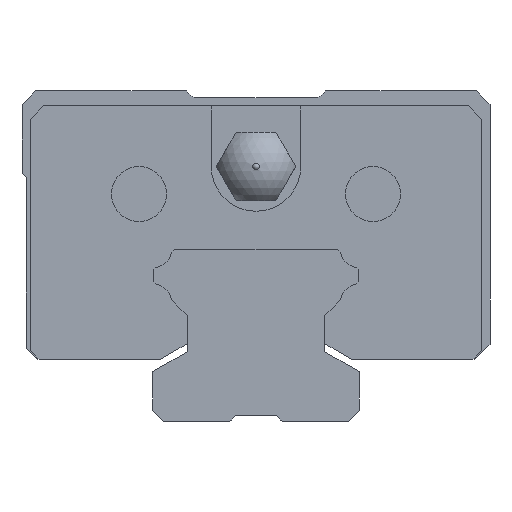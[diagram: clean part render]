
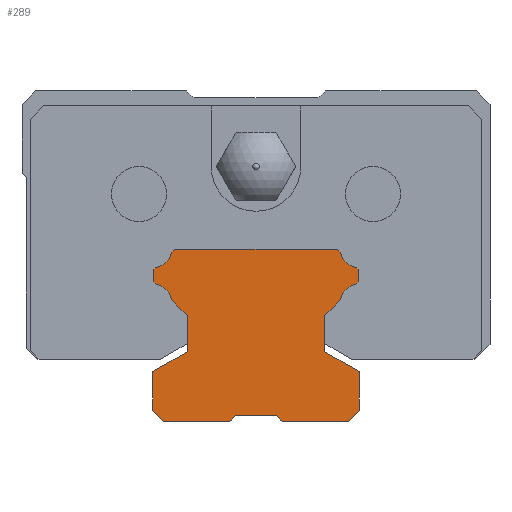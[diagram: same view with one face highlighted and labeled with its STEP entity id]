
A CAD part, front view. The second image highlights one B-rep face of the part: STEP entity #289.
In plain terms, the highlighted planar face has unit normal (0, -1, 0).
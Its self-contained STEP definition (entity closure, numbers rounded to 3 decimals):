
#289=ADVANCED_FACE('',(#571),#572,.T.);
#571=FACE_OUTER_BOUND('',#890,.T.);
#572=PLANE('',#891);
#890=EDGE_LOOP('',(#1915,#1916,#1917,#1918,#1919,#1920,#1921,#1922,#1923,#1924,#1925,#1926,#1927,#1928,#1929,#1930,#1931,#1932,#1933,#1934,#1935,#1936,#1937,#1938,#1939,#1940,#1941,#1942));
#891=AXIS2_PLACEMENT_3D('',#1943,#1944,#1945);
#1915=ORIENTED_EDGE('',*,*,#2531,.F.);
#1916=ORIENTED_EDGE('',*,*,#2528,.T.);
#1917=ORIENTED_EDGE('',*,*,#2521,.T.);
#1918=ORIENTED_EDGE('',*,*,#2525,.T.);
#1919=ORIENTED_EDGE('',*,*,#2551,.T.);
#1920=ORIENTED_EDGE('',*,*,#2552,.T.);
#1921=ORIENTED_EDGE('',*,*,#2553,.F.);
#1922=ORIENTED_EDGE('',*,*,#2554,.T.);
#1923=ORIENTED_EDGE('',*,*,#2555,.T.);
#1924=ORIENTED_EDGE('',*,*,#2556,.T.);
#1925=ORIENTED_EDGE('',*,*,#2544,.T.);
#1926=ORIENTED_EDGE('',*,*,#2557,.F.);
#1927=ORIENTED_EDGE('',*,*,#2558,.F.);
#1928=ORIENTED_EDGE('',*,*,#2559,.F.);
#1929=ORIENTED_EDGE('',*,*,#2541,.T.);
#1930=ORIENTED_EDGE('',*,*,#2548,.F.);
#1931=ORIENTED_EDGE('',*,*,#2560,.T.);
#1932=ORIENTED_EDGE('',*,*,#2561,.F.);
#1933=ORIENTED_EDGE('',*,*,#2562,.F.);
#1934=ORIENTED_EDGE('',*,*,#2563,.F.);
#1935=ORIENTED_EDGE('',*,*,#2564,.F.);
#1936=ORIENTED_EDGE('',*,*,#2565,.F.);
#1937=ORIENTED_EDGE('',*,*,#2566,.T.);
#1938=ORIENTED_EDGE('',*,*,#2567,.F.);
#1939=ORIENTED_EDGE('',*,*,#2568,.T.);
#1940=ORIENTED_EDGE('',*,*,#2569,.T.);
#1941=ORIENTED_EDGE('',*,*,#2570,.F.);
#1942=ORIENTED_EDGE('',*,*,#2571,.F.);
#1943=CARTESIAN_POINT('',(-7.64,-80.0,12.24));
#1944=DIRECTION('',(0.0,-1.0,0.0));
#1945=DIRECTION('',(0.0,0.0,-1.0));
#2521=EDGE_CURVE('',#3135,#3136,#3137,.T.);
#2525=EDGE_CURVE('',#3136,#3143,#3144,.T.);
#2528=EDGE_CURVE('',#3148,#3135,#3149,.T.);
#2531=EDGE_CURVE('',#3148,#3153,#3154,.T.);
#2541=EDGE_CURVE('',#3167,#3171,#3173,.T.);
#2544=EDGE_CURVE('',#3176,#3177,#3178,.T.);
#2548=EDGE_CURVE('',#3184,#3171,#3185,.T.);
#2551=EDGE_CURVE('',#3143,#3189,#3190,.T.);
#2552=EDGE_CURVE('',#3189,#3191,#3192,.T.);
#2553=EDGE_CURVE('',#3193,#3191,#3194,.T.);
#2554=EDGE_CURVE('',#3193,#3195,#3196,.T.);
#2555=EDGE_CURVE('',#3195,#3197,#3198,.T.);
#2556=EDGE_CURVE('',#3197,#3176,#3199,.T.);
#2557=EDGE_CURVE('',#3200,#3177,#3201,.T.);
#2558=EDGE_CURVE('',#3202,#3200,#3203,.T.);
#2559=EDGE_CURVE('',#3167,#3202,#3204,.T.);
#2560=EDGE_CURVE('',#3184,#3205,#3206,.T.);
#2561=EDGE_CURVE('',#3207,#3205,#3208,.T.);
#2562=EDGE_CURVE('',#3209,#3207,#3210,.T.);
#2563=EDGE_CURVE('',#3211,#3209,#3212,.T.);
#2564=EDGE_CURVE('',#3213,#3211,#3214,.T.);
#2565=EDGE_CURVE('',#3215,#3213,#3216,.T.);
#2566=EDGE_CURVE('',#3215,#3217,#3218,.T.);
#2567=EDGE_CURVE('',#3219,#3217,#3220,.T.);
#2568=EDGE_CURVE('',#3219,#3221,#3222,.T.);
#2569=EDGE_CURVE('',#3221,#3223,#3224,.T.);
#2570=EDGE_CURVE('',#3225,#3223,#3226,.T.);
#2571=EDGE_CURVE('',#3153,#3225,#3227,.T.);
#3135=VERTEX_POINT('',#4022);
#3136=VERTEX_POINT('',#4023);
#3137=LINE('',#4024,#4025);
#3143=VERTEX_POINT('',#4034);
#3144=LINE('',#4035,#4036);
#3148=VERTEX_POINT('',#4042);
#3149=LINE('',#4043,#4044);
#3153=VERTEX_POINT('',#4050);
#3154=LINE('',#4051,#4052);
#3167=VERTEX_POINT('',#4070);
#3171=VERTEX_POINT('',#4076);
#3173=LINE('',#4079,#4080);
#3176=VERTEX_POINT('',#4083);
#3177=VERTEX_POINT('',#4084);
#3178=LINE('',#4085,#4086);
#3184=VERTEX_POINT('',#4095);
#3185=CIRCLE('',#4096,1.55);
#3189=VERTEX_POINT('',#4101);
#3190=LINE('',#4102,#4103);
#3191=VERTEX_POINT('',#4104);
#3192=LINE('',#4105,#4106);
#3193=VERTEX_POINT('',#4107);
#3194=LINE('',#4108,#4109);
#3195=VERTEX_POINT('',#4110);
#3196=LINE('',#4111,#4112);
#3197=VERTEX_POINT('',#4113);
#3198=LINE('',#4114,#4115);
#3199=LINE('',#4116,#4117);
#3200=VERTEX_POINT('',#4118);
#3201=LINE('',#4119,#4120);
#3202=VERTEX_POINT('',#4121);
#3203=LINE('',#4122,#4123);
#3204=LINE('',#4124,#4125);
#3205=VERTEX_POINT('',#4126);
#3206=LINE('',#4127,#4128);
#3207=VERTEX_POINT('',#4129);
#3208=LINE('',#4130,#4131);
#3209=VERTEX_POINT('',#4132);
#3210=LINE('',#4133,#4134);
#3211=VERTEX_POINT('',#4135);
#3212=CIRCLE('',#4136,1.55);
#3213=VERTEX_POINT('',#4137);
#3214=LINE('',#4138,#4139);
#3215=VERTEX_POINT('',#4140);
#3216=LINE('',#4141,#4142);
#3217=VERTEX_POINT('',#4143);
#3218=LINE('',#4144,#4145);
#3219=VERTEX_POINT('',#4146);
#3220=CIRCLE('',#4147,1.55);
#3221=VERTEX_POINT('',#4148);
#3222=LINE('',#4149,#4150);
#3223=VERTEX_POINT('',#4151);
#3224=LINE('',#4152,#4153);
#3225=VERTEX_POINT('',#4154);
#3226=LINE('',#4155,#4156);
#3227=CIRCLE('',#4157,1.55);
#4022=CARTESIAN_POINT('',(-5.,-80.0,4.643));
#4023=CARTESIAN_POINT('',(-7.5,-80.0,3.2));
#4024=CARTESIAN_POINT('',(-5.,-80.0,4.643));
#4025=VECTOR('',#4743,1000.0);
#4034=CARTESIAN_POINT('',(-7.5,-80.0,0.4));
#4035=CARTESIAN_POINT('',(-7.5,-80.0,3.2));
#4036=VECTOR('',#4747,1000.0);
#4042=CARTESIAN_POINT('',(-5.,-80.0,7.284));
#4043=CARTESIAN_POINT('',(-5.,-80.0,5.221));
#4044=VECTOR('',#4750,1000.0);
#4050=CARTESIAN_POINT('',(-6.131,-80.0,8.415));
#4051=CARTESIAN_POINT('',(-4.93,-80.0,7.214));
#4052=VECTOR('',#4753,1000.0);
#4070=CARTESIAN_POINT('',(5.,-80.0,7.284));
#4076=CARTESIAN_POINT('',(6.131,-80.0,8.415));
#4079=CARTESIAN_POINT('',(4.93,-80.0,7.214));
#4080=VECTOR('',#4765,1000.0);
#4083=CARTESIAN_POINT('',(6.7,-80.0,-0.4));
#4084=CARTESIAN_POINT('',(7.5,-80.0,0.4));
#4085=CARTESIAN_POINT('',(6.7,-80.0,-0.4));
#4086=VECTOR('',#4772,1000.0);
#4095=CARTESIAN_POINT('',(7.285,-80.0,9.569));
#4096=AXIS2_PLACEMENT_3D('',#4776,#4777,#4778);
#4101=CARTESIAN_POINT('',(-6.7,-80.0,-0.4));
#4102=CARTESIAN_POINT('',(-7.5,-80.0,0.4));
#4103=VECTOR('',#4783,1000.0);
#4104=CARTESIAN_POINT('',(-1.9,-80.0,-0.4));
#4105=CARTESIAN_POINT('',(-6.7,-80.0,-0.4));
#4106=VECTOR('',#4784,1000.0);
#4107=CARTESIAN_POINT('',(-1.5,-80.0,0.0));
#4108=CARTESIAN_POINT('',(-1.5,-80.0,0.0));
#4109=VECTOR('',#4785,1000.0);
#4110=CARTESIAN_POINT('',(1.5,-80.0,0.0));
#4111=CARTESIAN_POINT('',(-1.5,-80.0,0.0));
#4112=VECTOR('',#4786,1000.0);
#4113=CARTESIAN_POINT('',(1.9,-80.0,-0.4));
#4114=CARTESIAN_POINT('',(1.5,-80.0,0.0));
#4115=VECTOR('',#4787,1000.0);
#4116=CARTESIAN_POINT('',(1.9,-80.0,-0.4));
#4117=VECTOR('',#4788,1000.0);
#4118=CARTESIAN_POINT('',(7.5,-80.0,3.2));
#4119=CARTESIAN_POINT('',(7.5,-80.0,3.2));
#4120=VECTOR('',#4789,1000.0);
#4121=CARTESIAN_POINT('',(5.,-80.0,4.643));
#4122=CARTESIAN_POINT('',(5.,-80.0,4.643));
#4123=VECTOR('',#4790,1000.0);
#4124=CARTESIAN_POINT('',(5.,-80.0,5.221));
#4125=VECTOR('',#4791,1000.0);
#4126=CARTESIAN_POINT('',(7.43,-80.0,9.714));
#4127=CARTESIAN_POINT('',(7.285,-80.0,9.569));
#4128=VECTOR('',#4792,1000.0);
#4129=CARTESIAN_POINT('',(7.43,-80.0,10.586));
#4130=CARTESIAN_POINT('',(7.43,-80.0,10.586));
#4131=VECTOR('',#4793,1000.0);
#4132=CARTESIAN_POINT('',(7.285,-80.0,10.731));
#4133=CARTESIAN_POINT('',(7.285,-80.0,10.731));
#4134=VECTOR('',#4794,1000.0);
#4135=CARTESIAN_POINT('',(6.131,-80.0,11.885));
#4136=AXIS2_PLACEMENT_3D('',#4795,#4796,#4797);
#4137=CARTESIAN_POINT('',(5.916,-80.0,12.1));
#4138=CARTESIAN_POINT('',(5.986,-80.0,12.03));
#4139=VECTOR('',#4798,1000.0);
#4140=CARTESIAN_POINT('',(-5.916,-80.0,12.1));
#4141=CARTESIAN_POINT('',(-7.64,-80.0,12.1));
#4142=VECTOR('',#4799,1000.0);
#4143=CARTESIAN_POINT('',(-6.131,-80.0,11.885));
#4144=CARTESIAN_POINT('',(-5.986,-80.0,12.03));
#4145=VECTOR('',#4800,1000.0);
#4146=CARTESIAN_POINT('',(-7.285,-80.0,10.731));
#4147=AXIS2_PLACEMENT_3D('',#4801,#4802,#4803);
#4148=CARTESIAN_POINT('',(-7.43,-80.0,10.586));
#4149=CARTESIAN_POINT('',(-7.285,-80.0,10.731));
#4150=VECTOR('',#4804,1000.0);
#4151=CARTESIAN_POINT('',(-7.43,-80.0,9.714));
#4152=CARTESIAN_POINT('',(-7.43,-80.0,10.586));
#4153=VECTOR('',#4805,1000.0);
#4154=CARTESIAN_POINT('',(-7.285,-80.0,9.569));
#4155=CARTESIAN_POINT('',(-7.285,-80.0,9.569));
#4156=VECTOR('',#4806,1000.0);
#4157=AXIS2_PLACEMENT_3D('',#4807,#4808,#4809);
#4743=DIRECTION('',(-0.866,0.0,-0.5));
#4747=DIRECTION('',(0.0,0.0,-1.0));
#4750=DIRECTION('',(0.0,0.0,-1.0));
#4753=DIRECTION('',(-0.707,0.0,0.707));
#4765=DIRECTION('',(0.707,0.0,0.707));
#4772=DIRECTION('',(0.707,0.0,0.707));
#4776=CARTESIAN_POINT('',(7.64,-80.0,8.06));
#4777=DIRECTION('',(0.0,-1.0,0.0));
#4778=DIRECTION('',(1.0,0.0,0.0));
#4783=DIRECTION('',(0.707,0.0,-0.707));
#4784=DIRECTION('',(1.0,0.0,0.0));
#4785=DIRECTION('',(-0.707,0.0,-0.707));
#4786=DIRECTION('',(1.0,0.0,0.0));
#4787=DIRECTION('',(0.707,0.0,-0.707));
#4788=DIRECTION('',(1.0,0.0,0.0));
#4789=DIRECTION('',(0.0,0.0,-1.0));
#4790=DIRECTION('',(0.866,0.0,-0.5));
#4791=DIRECTION('',(0.0,0.0,-1.0));
#4792=DIRECTION('',(0.707,0.0,0.707));
#4793=DIRECTION('',(0.0,0.0,-1.0));
#4794=DIRECTION('',(0.707,0.0,-0.707));
#4795=CARTESIAN_POINT('',(7.64,-80.0,12.24));
#4796=DIRECTION('',(0.0,-1.0,0.0));
#4797=DIRECTION('',(1.0,0.0,0.0));
#4798=DIRECTION('',(0.707,0.0,-0.707));
#4799=DIRECTION('',(1.0,0.0,0.0));
#4800=DIRECTION('',(-0.707,0.0,-0.707));
#4801=CARTESIAN_POINT('',(-7.64,-80.0,12.24));
#4802=DIRECTION('',(0.0,-1.0,0.0));
#4803=DIRECTION('',(1.0,0.0,0.0));
#4804=DIRECTION('',(-0.707,0.0,-0.707));
#4805=DIRECTION('',(0.0,0.0,-1.0));
#4806=DIRECTION('',(-0.707,0.0,0.707));
#4807=CARTESIAN_POINT('',(-7.64,-80.0,8.06));
#4808=DIRECTION('',(0.0,-1.0,0.0));
#4809=DIRECTION('',(1.0,0.0,0.0));
